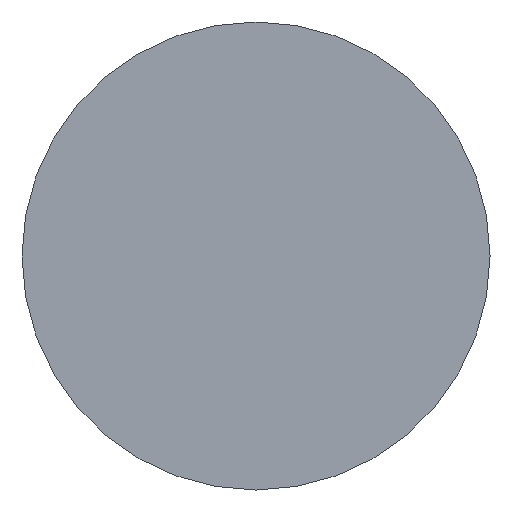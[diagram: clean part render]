
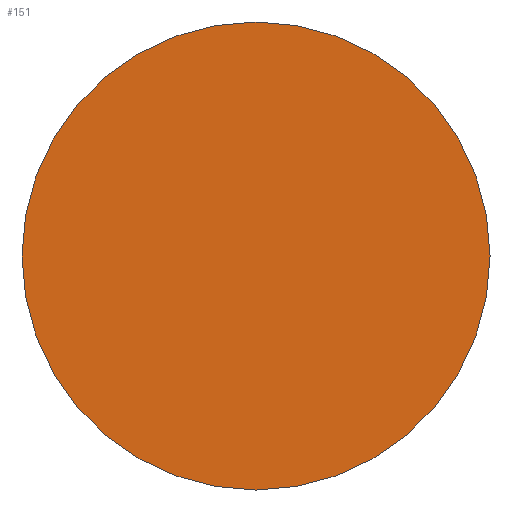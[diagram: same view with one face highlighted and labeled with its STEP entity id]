
A CAD part, front view. The second image highlights one B-rep face of the part: STEP entity #151.
In plain terms, the highlighted planar face has unit normal (0, -1, 0).
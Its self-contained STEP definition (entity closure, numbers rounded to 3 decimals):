
#121=EDGE_CURVE('',#131,#219,#297,.T.);
#131=VERTEX_POINT('',#309);
#151=ADVANCED_FACE('',(#330),#331,.T.);
#219=VERTEX_POINT('',#408);
#237=EDGE_CURVE('',#219,#131,#428,.T.);
#297=CIRCLE('',#490,37.5);
#309=CARTESIAN_POINT('',(37.5,-50.0,0.));
#330=FACE_OUTER_BOUND('',#531,.T.);
#331=PLANE('',#532);
#408=CARTESIAN_POINT('',(-37.5,-50.0,0.));
#428=CIRCLE('',#655,37.5);
#490=AXIS2_PLACEMENT_3D('',#710,#711,#712);
#531=EDGE_LOOP('',(#749,#750));
#532=AXIS2_PLACEMENT_3D('',#751,#752,#753);
#655=AXIS2_PLACEMENT_3D('',#865,#866,#867);
#710=CARTESIAN_POINT('',(0.0,-50.0,0.));
#711=DIRECTION('',(0.0,-1.0,0.));
#712=DIRECTION('',(1.0,0.0,0.0));
#749=ORIENTED_EDGE('',*,*,#121,.T.);
#750=ORIENTED_EDGE('',*,*,#237,.T.);
#751=CARTESIAN_POINT('',(0.0,-50.0,0.));
#752=DIRECTION('',(0.0,-1.0,0.));
#753=DIRECTION('',(1.0,0.0,0.0));
#865=CARTESIAN_POINT('',(0.0,-50.0,0.));
#866=DIRECTION('',(0.0,-1.0,0.));
#867=DIRECTION('',(1.0,0.0,0.0));
